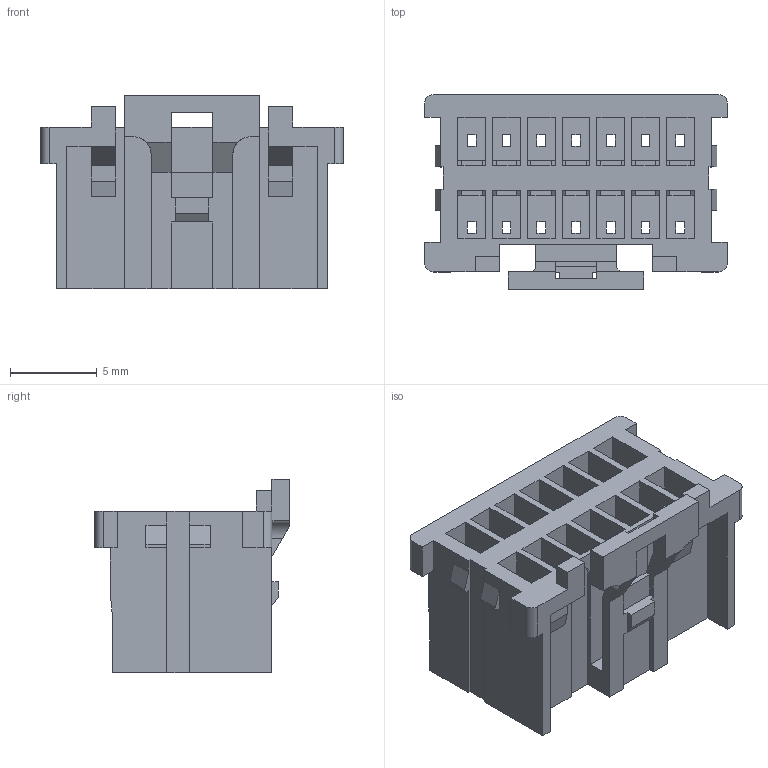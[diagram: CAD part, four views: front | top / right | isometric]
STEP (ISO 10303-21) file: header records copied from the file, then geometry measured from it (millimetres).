
FILE_DESCRIPTION( ( 'Unknown' ), '1' );
FILE_NAME( '624014213322.stp', 'Unknown', ( 'Unknown' ), ( 'Unknown' ), 'PSStep 14.0', 'Unknown', ' ' );
FILE_SCHEMA( ( 'AUTOMOTIVE_DESIGN { 1 0 10303 214 1 1 1 1 }' ) );
Length unit declared in the file: millimetre
Products named in the file (1): 1
Bounding box: 17.4 x 11.2 x 11.15 mm (x, y, z)
Volume: 576.5 mm3; surface area: 2215.8 mm2
Topology: 1 solids, 1 shells, 504 faces, 1405 edges, 888 vertices
Faces by surface type: plane 489, cylinder 15
Entity records: 19819 total; most frequent: ORIENTED_EDGE 2810, CARTESIAN_POINT 2798, DIRECTION 2449, EDGE_CURVE 1405, LINE 1371, VECTOR 1371, VERTEX_POINT 888, EDGE_LOOP 547
